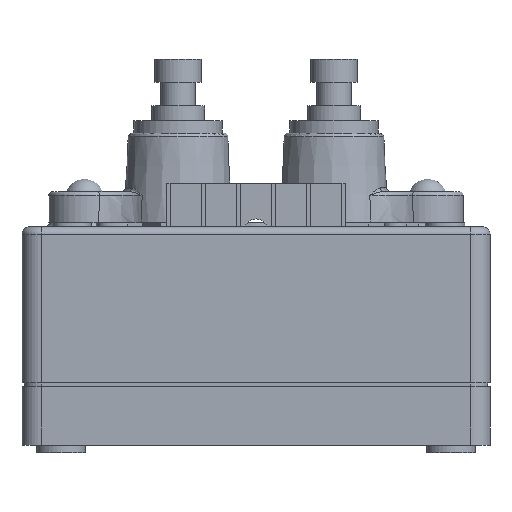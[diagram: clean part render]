
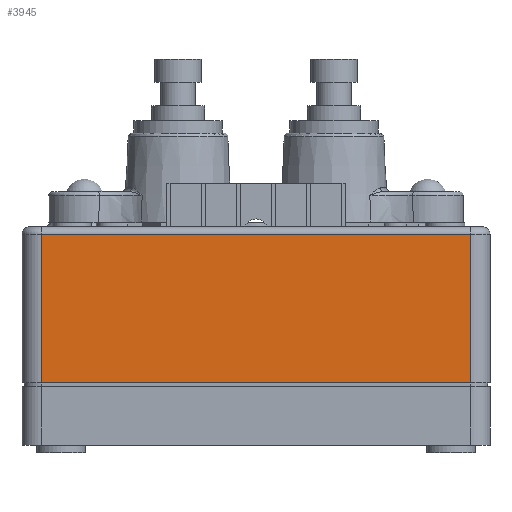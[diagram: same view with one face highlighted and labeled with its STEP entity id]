
A CAD part, front view. The second image highlights one B-rep face of the part: STEP entity #3945.
In plain terms, the highlighted planar face has unit normal (0, -1, 0).
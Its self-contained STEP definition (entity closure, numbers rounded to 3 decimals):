
#3945=ADVANCED_FACE('',(#5257),#4641,.T.);
#4641=PLANE('',#18359);
#5257=FACE_OUTER_BOUND('',#6333,.T.);
#6333=EDGE_LOOP('',(#11811,#11812,#11813,#11814));
#7611=LINE('',#27334,#8729);
#7624=LINE('',#27375,#8742);
#7625=LINE('',#27377,#8743);
#7626=LINE('',#27379,#8744);
#8729=VECTOR('',#21857,1.);
#8742=VECTOR('',#21894,1.);
#8743=VECTOR('',#21895,1.);
#8744=VECTOR('',#21896,1.);
#11811=ORIENTED_EDGE('',*,*,#15770,.T.);
#11812=ORIENTED_EDGE('',*,*,#15771,.T.);
#11813=ORIENTED_EDGE('',*,*,#15772,.T.);
#11814=ORIENTED_EDGE('',*,*,#15747,.T.);
#13986=VERTEX_POINT('',#27333);
#13987=VERTEX_POINT('',#27335);
#14003=VERTEX_POINT('',#27376);
#14004=VERTEX_POINT('',#27378);
#15747=EDGE_CURVE('',#13987,#13986,#7611,.T.);
#15770=EDGE_CURVE('',#13986,#14003,#7624,.T.);
#15771=EDGE_CURVE('',#14003,#14004,#7625,.T.);
#15772=EDGE_CURVE('',#14004,#13987,#7626,.T.);
#18359=AXIS2_PLACEMENT_3D('',#27380,#21897,#21898);
#21857=DIRECTION('',(1.,0.,0.));
#21894=DIRECTION('',(0.,0.,1.));
#21895=DIRECTION('',(-1.,0.,0.));
#21896=DIRECTION('',(0.,0.,-1.));
#21897=DIRECTION('',(0.,-1.,0.));
#21898=DIRECTION('',(0.,0.,-1.));
#27333=CARTESIAN_POINT('',(57.5,0.,8.));
#27334=CARTESIAN_POINT('',(30.,0.,8.));
#27335=CARTESIAN_POINT('',(2.5,0.,8.));
#27375=CARTESIAN_POINT('',(57.5,0.,8.));
#27376=CARTESIAN_POINT('',(57.5,0.,27.));
#27377=CARTESIAN_POINT('',(30.,0.,27.));
#27378=CARTESIAN_POINT('',(2.5,0.,27.));
#27379=CARTESIAN_POINT('',(2.5,0.,8.));
#27380=CARTESIAN_POINT('',(30.,0.,8.));
